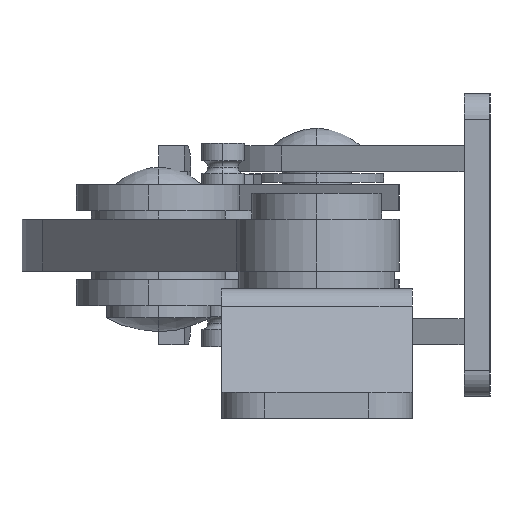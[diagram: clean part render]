
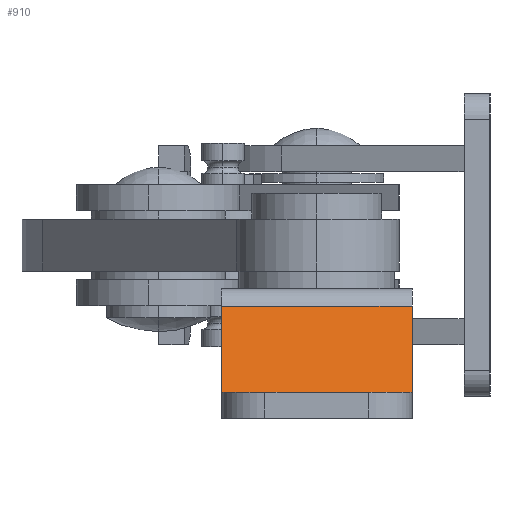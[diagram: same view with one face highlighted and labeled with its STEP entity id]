
A CAD part, left-side view. The second image highlights one B-rep face of the part: STEP entity #910.
In plain terms, the highlighted planar face has unit normal (-0.949, 0, 0.316).
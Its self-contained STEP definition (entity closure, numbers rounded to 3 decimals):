
#891 = EDGE_CURVE ( 'NONE', #932, #917, #3175, .T. ) ;
#892 = ORIENTED_EDGE ( 'NONE', *, *, #904, .T. ) ;
#904 = EDGE_CURVE ( 'NONE', #932, #930, #3153, .T. ) ;
#910 = ADVANCED_FACE ( 'NONE', ( #3197 ), #3196, .F. ) ;
#911 = EDGE_LOOP ( 'NONE', ( #912, #915, #973, #892 ) ) ;
#912 = ORIENTED_EDGE ( 'NONE', *, *, #913, .T. ) ;
#913 = EDGE_CURVE ( 'NONE', #930, #914, #3191, .T. ) ;
#914 = VERTEX_POINT ( 'NONE', #3187 ) ;
#915 = ORIENTED_EDGE ( 'NONE', *, *, #916, .F. ) ;
#916 = EDGE_CURVE ( 'NONE', #917, #914, #3186, .T. ) ;
#917 = VERTEX_POINT ( 'NONE', #3182 ) ;
#930 = VERTEX_POINT ( 'NONE', #3228 ) ;
#932 = VERTEX_POINT ( 'NONE', #3227 ) ;
#973 = ORIENTED_EDGE ( 'NONE', *, *, #891, .F. ) ;
#3146 = VECTOR ( 'NONE', #3208, 1000. ) ;
#3147 = CARTESIAN_POINT ( 'NONE',  ( -17., 11., 3. ) ) ;
#3153 = LINE ( 'NONE', #3147, #3146 ) ;
#3172 = DIRECTION ( 'NONE',  ( 0.316, 0., 0.949 ) ) ;
#3173 = VECTOR ( 'NONE', #3172, 1000. ) ;
#3174 = CARTESIAN_POINT ( 'NONE',  ( -17., 11., 3. ) ) ;
#3175 = LINE ( 'NONE', #3174, #3173 ) ;
#3182 = CARTESIAN_POINT ( 'NONE',  ( -13.684, 11., 12.949 ) ) ;
#3183 = DIRECTION ( 'NONE',  ( 0., -1., 0. ) ) ;
#3184 = VECTOR ( 'NONE', #3183, 1000. ) ;
#3185 = CARTESIAN_POINT ( 'NONE',  ( -13.684, 11., 12.949 ) ) ;
#3186 = LINE ( 'NONE', #3185, #3184 ) ;
#3187 = CARTESIAN_POINT ( 'NONE',  ( -13.684, -11., 12.949 ) ) ;
#3188 = DIRECTION ( 'NONE',  ( 0.316, 0., 0.949 ) ) ;
#3189 = VECTOR ( 'NONE', #3188, 1000. ) ;
#3190 = CARTESIAN_POINT ( 'NONE',  ( -17., -11., 3. ) ) ;
#3191 = LINE ( 'NONE', #3190, #3189 ) ;
#3192 = DIRECTION ( 'NONE',  ( -0.316, 0., -0.949 ) ) ;
#3193 = DIRECTION ( 'NONE',  ( 0.949, 0., -0.316 ) ) ;
#3194 = CARTESIAN_POINT ( 'NONE',  ( -17., 11., 3. ) ) ;
#3195 = AXIS2_PLACEMENT_3D ( 'NONE', #3194, #3193, #3192 ) ;
#3196 = PLANE ( 'NONE',  #3195 ) ;
#3197 = FACE_OUTER_BOUND ( 'NONE', #911, .T. ) ;
#3208 = DIRECTION ( 'NONE',  ( 0., -1., 0. ) ) ;
#3227 = CARTESIAN_POINT ( 'NONE',  ( -17., 11., 3. ) ) ;
#3228 = CARTESIAN_POINT ( 'NONE',  ( -17., -11., 3. ) ) ;
